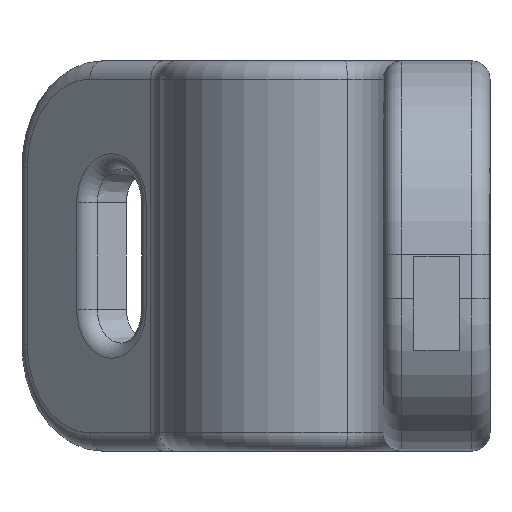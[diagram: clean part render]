
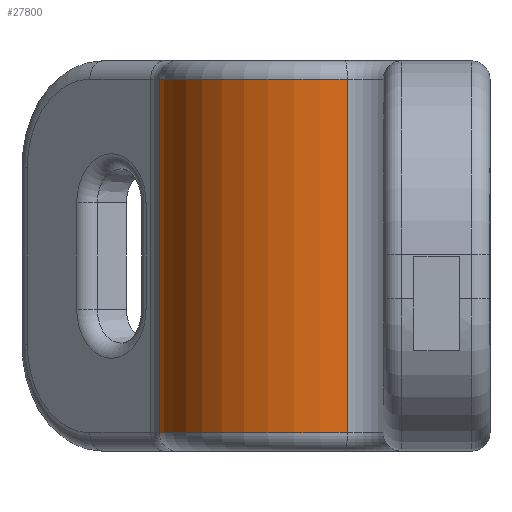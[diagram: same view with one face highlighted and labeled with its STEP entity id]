
A CAD part, left-side view. The second image highlights one B-rep face of the part: STEP entity #27800.
In plain terms, the highlighted cylindrical face has radius 5.5 mm (diameter 11 mm), a partial arc.
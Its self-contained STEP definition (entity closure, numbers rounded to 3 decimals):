
#486=CARTESIAN_POINT('',(0.,-0.15,-5.8));
#487=DIRECTION('',(0.,0.,-1.));
#488=DIRECTION('',(-0.993,-0.121,0.));
#489=AXIS2_PLACEMENT_3D('',#486,#487,#488);
#4306=DIRECTION('',(0.,0.,1.));
#4307=VECTOR('',#4306,11.6);
#4308=CARTESIAN_POINT('',(-5.459,-0.818,-5.8));
#4309=LINE('',#4308,#4307);
#4310=DIRECTION('',(0.,0.,1.));
#4311=VECTOR('',#4310,11.6);
#4312=CARTESIAN_POINT('',(0.381,5.337,-5.8));
#4313=LINE('',#4312,#4311);
#4415=CARTESIAN_POINT('',(0.,-0.15,5.8));
#4416=DIRECTION('',(0.,0.,1.));
#4417=DIRECTION('',(0.069,0.998,0.));
#4418=AXIS2_PLACEMENT_3D('',#4415,#4416,#4417);
#19866=CARTESIAN_POINT('',(-5.459,-0.818,-5.8));
#19867=CARTESIAN_POINT('',(-5.459,-0.818,5.8));
#19868=VERTEX_POINT('',#19866);
#19869=VERTEX_POINT('',#19867);
#19870=CARTESIAN_POINT('',(0.381,5.337,-5.8));
#19871=CARTESIAN_POINT('',(0.381,5.337,5.8));
#19872=VERTEX_POINT('',#19870);
#19873=VERTEX_POINT('',#19871);
#27787=CARTESIAN_POINT('',(0.,-0.15,-6.4));
#27788=DIRECTION('',(0.,0.,1.));
#27789=DIRECTION('',(1.,0.,0.));
#27790=AXIS2_PLACEMENT_3D('',#27787,#27788,#27789);
#27791=CYLINDRICAL_SURFACE('',#27790,5.5);
#27792=ORIENTED_EDGE('',*,*,#27779,.F.);
#27793=ORIENTED_EDGE('',*,*,#24917,.T.);
#27795=ORIENTED_EDGE('',*,*,#27794,.T.);
#27797=ORIENTED_EDGE('',*,*,#27796,.T.);
#27798=EDGE_LOOP('',(#27792,#27793,#27795,#27797));
#27799=FACE_OUTER_BOUND('',#27798,.F.);
#27800=ADVANCED_FACE('',(#27799),#27791,.T.);
#490=CIRCLE('',#489,5.5);
#4419=CIRCLE('',#4418,5.5);
#24917=EDGE_CURVE('',#19868,#19872,#490,.T.);
#27779=EDGE_CURVE('',#19868,#19869,#4309,.T.);
#27794=EDGE_CURVE('',#19872,#19873,#4313,.T.);
#27796=EDGE_CURVE('',#19873,#19869,#4419,.T.);
